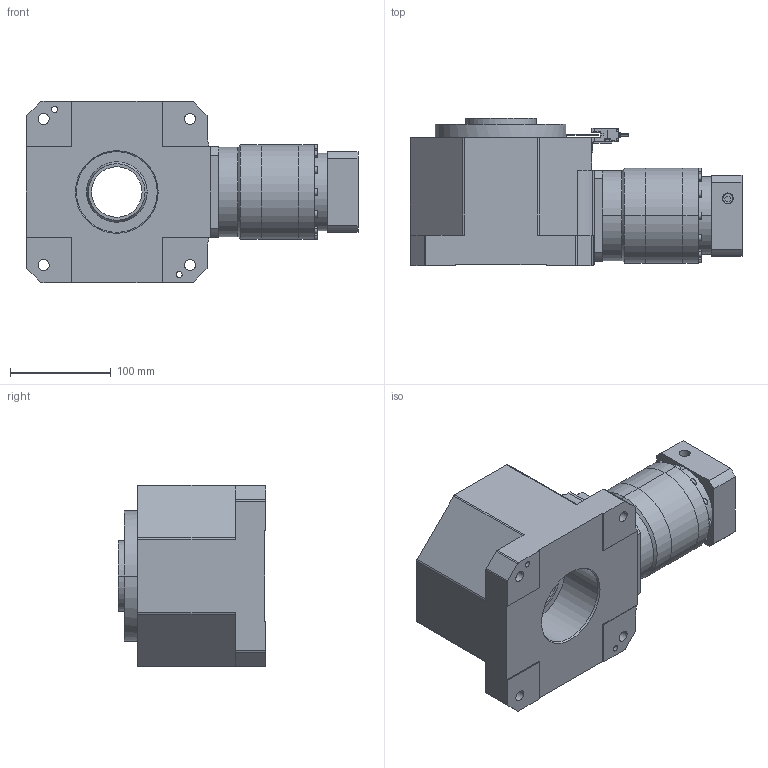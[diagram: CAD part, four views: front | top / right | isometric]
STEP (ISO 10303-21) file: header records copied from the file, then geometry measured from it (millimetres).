
FILE_DESCRIPTION((''),'2;1');
FILE_NAME('ZCM180_ASM','2020-08-21T14:22:56',('Administrator'),(''),'CREO PARAMETRIC BY PTC INC, 2017260','CREO PARAMETRIC BY PTC INC, 2017260','');
FILE_SCHEMA(('CONFIG_CONTROL_DESIGN','SHAPE_APPEARANCE_LAYERS_GROUPS'));
Length unit declared in the file: millimetre
Products named in the file (16): LOOP_ZCM180; _2497_10; _10; _4398_10; _100; ST-303_1_2_ASM; HOLDER_ZCH150; ROCKER_ZCM180; SENSOR_ZCM180_ASM; _000; VRB90-L2_750W__19-0001_ASM; BASE-SOLID_ZCM180; ZCM180_ASM
Assembly tree (15 placements, depth 4):
  ZCM180_ASM
    LOOP_ZCM180
    SENSOR_ZCM180_ASM
      ST-303_1_2_ASM
        _2497_10
        _10
        _4398_10
        _100
      HOLDER_ZCH150
      ROCKER_ZCM180
    VRB90-L2_750W__19-0001_ASM
      _000
      _000
      _000
      _000
    BASE-SOLID_ZCM180
Bounding box: 329 x 146 x 180 mm (x, y, z)
Volume: 4178686.2 mm3; surface area: 322212.9 mm2
Topology: 12 solids, 12 shells, 985 faces, 2470 edges, 1559 vertices
Faces by surface type: plane 486, cylinder 391, cone 68, torus 32, sphere 8
Entity records: 32806 total; most frequent: CARTESIAN_POINT 5372, DIRECTION 5261, ORIENTED_EDGE 4816, EDGE_CURVE 2408, AXIS2_PLACEMENT_3D 1882, VERTEX_POINT 1559, VECTOR 1497, LINE 1497
